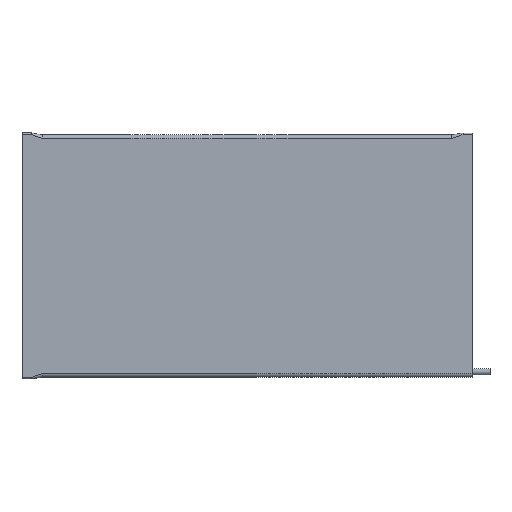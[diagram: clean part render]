
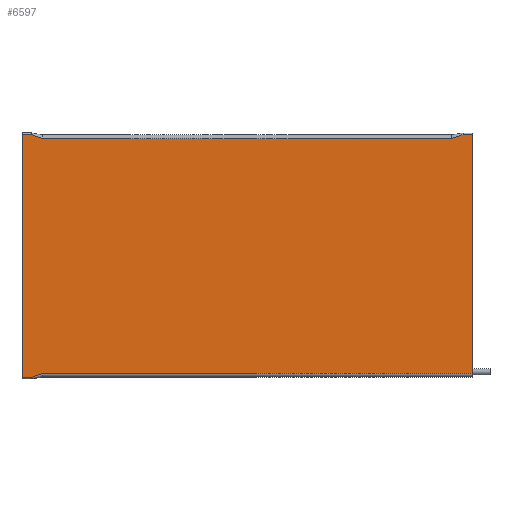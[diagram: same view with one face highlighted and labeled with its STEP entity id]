
A CAD part, front view. The second image highlights one B-rep face of the part: STEP entity #6597.
In plain terms, the highlighted planar face has unit normal (0, -1, 0).
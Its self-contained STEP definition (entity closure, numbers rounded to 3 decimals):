
#44 = VECTOR ( 'NONE', #2015, 1000. ) ;
#321 = VECTOR ( 'NONE', #10065, 1000. ) ;
#544 = EDGE_CURVE ( 'NONE', #2071, #3613, #14888, .T. ) ;
#968 = CARTESIAN_POINT ( 'NONE',  ( 0., 0., -40.5 ) ) ;
#1264 = VERTEX_POINT ( 'NONE', #1737 ) ;
#1277 = VECTOR ( 'NONE', #12472, 1000. ) ;
#1290 = ORIENTED_EDGE ( 'NONE', *, *, #12162, .F. ) ;
#1422 = VERTEX_POINT ( 'NONE', #9549 ) ;
#1468 = VERTEX_POINT ( 'NONE', #11765 ) ;
#1543 = EDGE_CURVE ( 'NONE', #5857, #1264, #7700, .T. ) ;
#1558 = DIRECTION ( 'NONE',  ( 0., 0., -1. ) ) ;
#1622 = ORIENTED_EDGE ( 'NONE', *, *, #11362, .F. ) ;
#1630 = EDGE_CURVE ( 'NONE', #1422, #3613, #1795, .T. ) ;
#1645 = DIRECTION ( 'NONE',  ( -1., 0., 0. ) ) ;
#1715 = EDGE_CURVE ( 'NONE', #1264, #1468, #2369, .T. ) ;
#1737 = CARTESIAN_POINT ( 'NONE',  ( -75., 0., 40.5 ) ) ;
#1738 = CARTESIAN_POINT ( 'NONE',  ( 68., 0., -39.11 ) ) ;
#1795 = LINE ( 'NONE', #4105, #2262 ) ;
#2015 = DIRECTION ( 'NONE',  ( 0., 0., -1. ) ) ;
#2071 = VERTEX_POINT ( 'NONE', #12642 ) ;
#2192 = EDGE_CURVE ( 'NONE', #12831, #5056, #3034, .T. ) ;
#2262 = VECTOR ( 'NONE', #1645, 1000. ) ;
#2335 = CARTESIAN_POINT ( 'NONE',  ( 75., 0., -36.86 ) ) ;
#2369 = LINE ( 'NONE', #14835, #44 ) ;
#3003 = CARTESIAN_POINT ( 'NONE',  ( -72., 0., -40.5 ) ) ;
#3034 = LINE ( 'NONE', #1738, #1277 ) ;
#3275 = ORIENTED_EDGE ( 'NONE', *, *, #4874, .T. ) ;
#3349 = EDGE_CURVE ( 'NONE', #5857, #6926, #12663, .T. ) ;
#3568 = DIRECTION ( 'NONE',  ( 0., 0., -1. ) ) ;
#3588 = CARTESIAN_POINT ( 'NONE',  ( -68., 0., -39.11 ) ) ;
#3613 = VERTEX_POINT ( 'NONE', #9877 ) ;
#4001 = ORIENTED_EDGE ( 'NONE', *, *, #7563, .T. ) ;
#4105 = CARTESIAN_POINT ( 'NONE',  ( 0., 0., 40.5 ) ) ;
#4164 = CARTESIAN_POINT ( 'NONE',  ( -70., 0., -39.805 ) ) ;
#4184 = CARTESIAN_POINT ( 'NONE',  ( -68., 0., 39.11 ) ) ;
#4717 = DIRECTION ( 'NONE',  ( 1., 0., 0. ) ) ;
#4874 = EDGE_CURVE ( 'NONE', #2071, #6926, #9038, .T. ) ;
#4879 = DIRECTION ( 'NONE',  ( -1., 0., 0. ) ) ;
#4985 = ORIENTED_EDGE ( 'NONE', *, *, #544, .F. ) ;
#5009 = PLANE ( 'NONE',  #8163 ) ;
#5056 = VERTEX_POINT ( 'NONE', #12260 ) ;
#5224 = VERTEX_POINT ( 'NONE', #3003 ) ;
#5523 = CARTESIAN_POINT ( 'NONE',  ( 68., 0., 39.11 ) ) ;
#5857 = VERTEX_POINT ( 'NONE', #9878 ) ;
#6482 = VECTOR ( 'NONE', #4717, 1000. ) ;
#6539 = LINE ( 'NONE', #4164, #14051 ) ;
#6551 = DIRECTION ( 'NONE',  ( -1., 0., 0. ) ) ;
#6597 = ADVANCED_FACE ( 'NONE', ( #10843 ), #5009, .T. ) ;
#6627 = VECTOR ( 'NONE', #11219, 1000. ) ;
#6926 = VERTEX_POINT ( 'NONE', #4184 ) ;
#6937 = VECTOR ( 'NONE', #4879, 1000. ) ;
#7134 = EDGE_LOOP ( 'NONE', ( #8153, #4001, #1622, #13333, #1290, #10782, #4985, #3275, #11057, #8173 ) ) ;
#7563 = EDGE_CURVE ( 'NONE', #1468, #5224, #8028, .T. ) ;
#7700 = LINE ( 'NONE', #8780, #13769 ) ;
#8028 = LINE ( 'NONE', #968, #6482 ) ;
#8153 = ORIENTED_EDGE ( 'NONE', *, *, #1715, .T. ) ;
#8163 = AXIS2_PLACEMENT_3D ( 'NONE', #9701, #14373, #1558 ) ;
#8173 = ORIENTED_EDGE ( 'NONE', *, *, #1543, .T. ) ;
#8780 = CARTESIAN_POINT ( 'NONE',  ( 0., 0., 40.5 ) ) ;
#9038 = LINE ( 'NONE', #13709, #6937 ) ;
#9549 = CARTESIAN_POINT ( 'NONE',  ( 75., 0., 40.5 ) ) ;
#9701 = CARTESIAN_POINT ( 'NONE',  ( 0., 0., 0. ) ) ;
#9877 = CARTESIAN_POINT ( 'NONE',  ( 72., 0., 40.5 ) ) ;
#9878 = CARTESIAN_POINT ( 'NONE',  ( -72., 0., 40.5 ) ) ;
#10065 = DIRECTION ( 'NONE',  ( 0.945, 0., -0.328 ) ) ;
#10782 = ORIENTED_EDGE ( 'NONE', *, *, #1630, .T. ) ;
#10843 = FACE_OUTER_BOUND ( 'NONE', #7134, .T. ) ;
#11057 = ORIENTED_EDGE ( 'NONE', *, *, #3349, .F. ) ;
#11219 = DIRECTION ( 'NONE',  ( 0.945, 0., 0.328 ) ) ;
#11362 = EDGE_CURVE ( 'NONE', #12831, #5224, #6539, .T. ) ;
#11447 = DIRECTION ( 'NONE',  ( -0.945, 0., -0.328 ) ) ;
#11765 = CARTESIAN_POINT ( 'NONE',  ( -75., 0., -40.5 ) ) ;
#12162 = EDGE_CURVE ( 'NONE', #1422, #5056, #12845, .T. ) ;
#12260 = CARTESIAN_POINT ( 'NONE',  ( 75., 0., -39.11 ) ) ;
#12472 = DIRECTION ( 'NONE',  ( 1., 0., 0. ) ) ;
#12642 = CARTESIAN_POINT ( 'NONE',  ( 68., 0., 39.11 ) ) ;
#12663 = LINE ( 'NONE', #13656, #321 ) ;
#12825 = VECTOR ( 'NONE', #3568, 1000. ) ;
#12831 = VERTEX_POINT ( 'NONE', #3588 ) ;
#12845 = LINE ( 'NONE', #2335, #12825 ) ;
#13333 = ORIENTED_EDGE ( 'NONE', *, *, #2192, .T. ) ;
#13656 = CARTESIAN_POINT ( 'NONE',  ( -70., 0., 39.805 ) ) ;
#13709 = CARTESIAN_POINT ( 'NONE',  ( -68., 0., 39.11 ) ) ;
#13769 = VECTOR ( 'NONE', #6551, 1000. ) ;
#14051 = VECTOR ( 'NONE', #11447, 1000. ) ;
#14373 = DIRECTION ( 'NONE',  ( 0., -1., 0. ) ) ;
#14835 = CARTESIAN_POINT ( 'NONE',  ( -75., 0., 0. ) ) ;
#14888 = LINE ( 'NONE', #5523, #6627 ) ;
